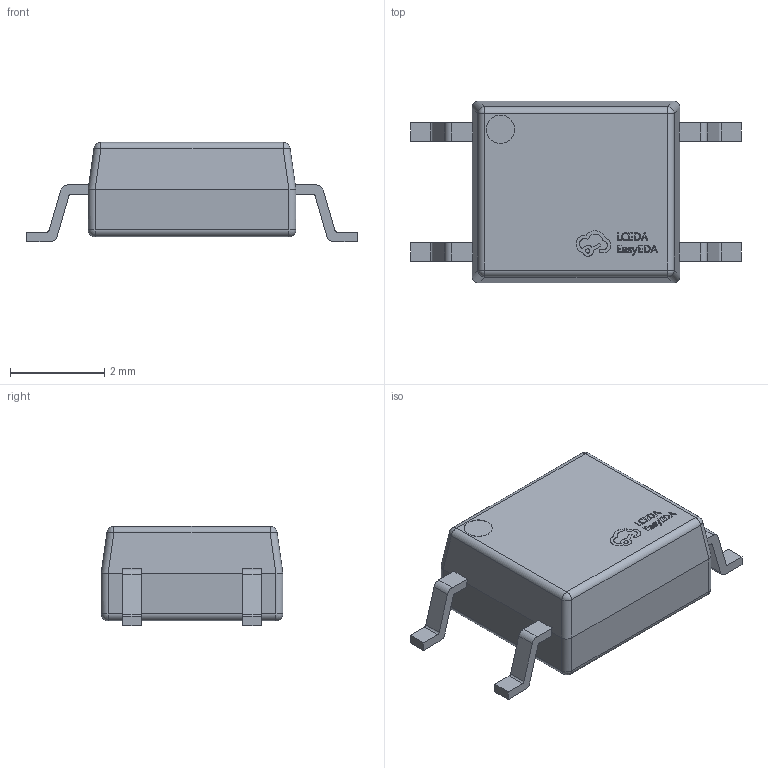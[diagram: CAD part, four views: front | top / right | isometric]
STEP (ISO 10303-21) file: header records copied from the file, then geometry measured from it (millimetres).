
FILE_DESCRIPTION (( 'STEP AP214' ), '1' );
FILE_NAME ('SOP-4_L4.4-W3.9-P2.54-LS7.0-TL.step', '2022-07-26T10:11:49', ( '' ), ( '' ), 'SwSTEP 2.0', 'SolidWorks 2020', '' );
FILE_SCHEMA (( 'AUTOMOTIVE_DESIGN' ));
Length unit declared in the file: millimetre
Products named in the file (1): SOP-4_L4.4-W3.9-P2.54-LS7.0-TL
Bounding box: 7 x 3.85 x 2.1 mm (x, y, z)
Volume: 33 mm3; surface area: 72.8 mm2
Topology: 14 solids, 14 shells, 382 faces, 1015 edges, 666 vertices
Faces by surface type: plane 226, bspline 112, cylinder 36, sphere 8
Entity records: 17296 total; most frequent: CARTESIAN_POINT 4200, ORIENTED_EDGE 2022, DIRECTION 1377, EDGE_CURVE 1011, VECTOR 707, LINE 707, VERTEX_POINT 666, EDGE_LOOP 403
